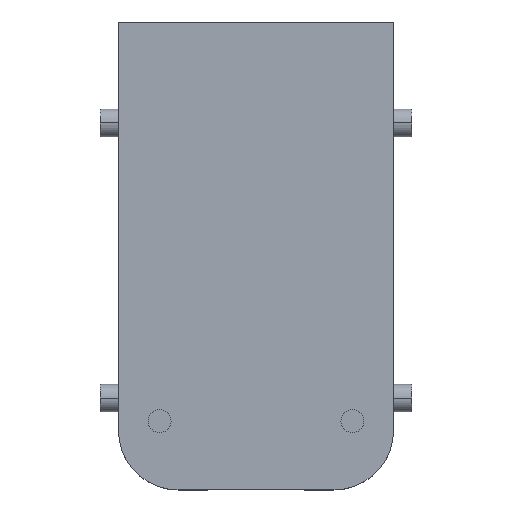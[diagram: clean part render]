
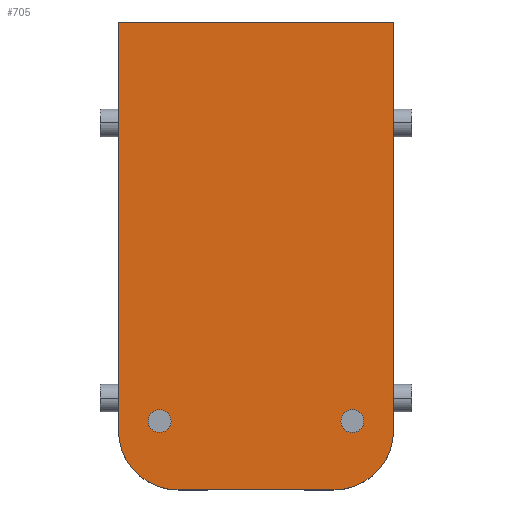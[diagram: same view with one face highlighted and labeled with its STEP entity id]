
A CAD part, top view. The second image highlights one B-rep face of the part: STEP entity #705.
In plain terms, the highlighted planar face has unit normal (0, 0, 1).
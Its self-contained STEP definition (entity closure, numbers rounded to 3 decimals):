
#7 = CIRCLE ( 'NONE', #803, 1.25 ) ;
#30 = DIRECTION ( 'NONE',  ( 0., 0., -1. ) ) ;
#41 = VERTEX_POINT ( 'NONE', #271 ) ;
#47 = DIRECTION ( 'NONE',  ( 0., 0., 1. ) ) ;
#63 = AXIS2_PLACEMENT_3D ( 'NONE', #661, #30, #218 ) ;
#72 = CIRCLE ( 'NONE', #770, 6.5 ) ;
#77 = EDGE_LOOP ( 'NONE', ( #655, #79, #722, #106, #646, #713 ) ) ;
#79 = ORIENTED_EDGE ( 'NONE', *, *, #618, .T. ) ;
#90 = AXIS2_PLACEMENT_3D ( 'NONE', #793, #417, #165 ) ;
#96 = CARTESIAN_POINT ( 'NONE',  ( 8.5, 6.5, 0. ) ) ;
#103 = DIRECTION ( 'NONE',  ( -1., 0., 0. ) ) ;
#105 = EDGE_CURVE ( 'NONE', #41, #769, #354, .T. ) ;
#106 = ORIENTED_EDGE ( 'NONE', *, *, #282, .T. ) ;
#107 = AXIS2_PLACEMENT_3D ( 'NONE', #787, #606, #103 ) ;
#116 = EDGE_CURVE ( 'NONE', #510, #624, #254, .T. ) ;
#140 = CIRCLE ( 'NONE', #90, 1.25 ) ;
#150 = VECTOR ( 'NONE', #656, 1000. ) ;
#154 = EDGE_LOOP ( 'NONE', ( #209, #607 ) ) ;
#163 = CARTESIAN_POINT ( 'NONE',  ( 15., 0., 0. ) ) ;
#165 = DIRECTION ( 'NONE',  ( -1., 0., 0. ) ) ;
#173 = EDGE_CURVE ( 'NONE', #520, #406, #672, .T. ) ;
#174 = VERTEX_POINT ( 'NONE', #341 ) ;
#191 = LINE ( 'NONE', #445, #450 ) ;
#209 = ORIENTED_EDGE ( 'NONE', *, *, #408, .F. ) ;
#214 = DIRECTION ( 'NONE',  ( -1., 0., 0. ) ) ;
#218 = DIRECTION ( 'NONE',  ( -1., 0., 0. ) ) ;
#228 = CARTESIAN_POINT ( 'NONE',  ( -9.25, 7.5, 0. ) ) ;
#231 = CARTESIAN_POINT ( 'NONE',  ( 10.5, 7.5, 0. ) ) ;
#238 = EDGE_CURVE ( 'NONE', #662, #174, #7, .T. ) ;
#254 = LINE ( 'NONE', #593, #150 ) ;
#271 = CARTESIAN_POINT ( 'NONE',  ( -11.75, 7.5, 0. ) ) ;
#282 = EDGE_CURVE ( 'NONE', #406, #510, #305, .T. ) ;
#303 = CIRCLE ( 'NONE', #374, 1.25 ) ;
#305 = LINE ( 'NONE', #739, #620 ) ;
#308 = AXIS2_PLACEMENT_3D ( 'NONE', #476, #537, #533 ) ;
#331 = CARTESIAN_POINT ( 'NONE',  ( -15., 6.5, 0. ) ) ;
#341 = CARTESIAN_POINT ( 'NONE',  ( 11.75, 7.5, 0. ) ) ;
#347 = PLANE ( 'NONE',  #63 ) ;
#354 = CIRCLE ( 'NONE', #308, 1.25 ) ;
#359 = DIRECTION ( 'NONE',  ( -1., 0., 0. ) ) ;
#374 = AXIS2_PLACEMENT_3D ( 'NONE', #807, #616, #808 ) ;
#406 = VERTEX_POINT ( 'NONE', #743 ) ;
#408 = EDGE_CURVE ( 'NONE', #769, #41, #303, .T. ) ;
#410 = DIRECTION ( 'NONE',  ( 0., 1., 0. ) ) ;
#412 = FACE_OUTER_BOUND ( 'NONE', #77, .T. ) ;
#417 = DIRECTION ( 'NONE',  ( 0., 0., 1. ) ) ;
#429 = EDGE_CURVE ( 'NONE', #512, #683, #191, .T. ) ;
#445 = CARTESIAN_POINT ( 'NONE',  ( -15., 0., 0. ) ) ;
#450 = VECTOR ( 'NONE', #501, 1000. ) ;
#456 = CARTESIAN_POINT ( 'NONE',  ( -8.5, 0., 0. ) ) ;
#476 = CARTESIAN_POINT ( 'NONE',  ( -10.5, 7.5, 0. ) ) ;
#478 = CARTESIAN_POINT ( 'NONE',  ( 8.5, 0., 0. ) ) ;
#485 = ORIENTED_EDGE ( 'NONE', *, *, #689, .F. ) ;
#501 = DIRECTION ( 'NONE',  ( 1., 0., 0. ) ) ;
#508 = VECTOR ( 'NONE', #410, 1000. ) ;
#510 = VERTEX_POINT ( 'NONE', #820 ) ;
#512 = VERTEX_POINT ( 'NONE', #456 ) ;
#520 = VERTEX_POINT ( 'NONE', #815 ) ;
#533 = DIRECTION ( 'NONE',  ( 1., 0., 0. ) ) ;
#537 = DIRECTION ( 'NONE',  ( 0., 0., 1. ) ) ;
#544 = CARTESIAN_POINT ( 'NONE',  ( 9.25, 7.5, 0. ) ) ;
#593 = CARTESIAN_POINT ( 'NONE',  ( -15., 0., 0. ) ) ;
#600 = FACE_BOUND ( 'NONE', #674, .T. ) ;
#606 = DIRECTION ( 'NONE',  ( 0., 0., 1. ) ) ;
#607 = ORIENTED_EDGE ( 'NONE', *, *, #105, .F. ) ;
#612 = DIRECTION ( 'NONE',  ( -1., 0., 0. ) ) ;
#616 = DIRECTION ( 'NONE',  ( 0., 0., 1. ) ) ;
#617 = FACE_BOUND ( 'NONE', #154, .T. ) ;
#618 = EDGE_CURVE ( 'NONE', #683, #520, #72, .T. ) ;
#620 = VECTOR ( 'NONE', #359, 1000. ) ;
#624 = VERTEX_POINT ( 'NONE', #331 ) ;
#646 = ORIENTED_EDGE ( 'NONE', *, *, #116, .T. ) ;
#648 = DIRECTION ( 'NONE',  ( 0., 0., 1. ) ) ;
#655 = ORIENTED_EDGE ( 'NONE', *, *, #429, .T. ) ;
#656 = DIRECTION ( 'NONE',  ( 0., -1., 0. ) ) ;
#661 = CARTESIAN_POINT ( 'NONE',  ( 0., 0., 0. ) ) ;
#662 = VERTEX_POINT ( 'NONE', #544 ) ;
#672 = LINE ( 'NONE', #163, #508 ) ;
#674 = EDGE_LOOP ( 'NONE', ( #485, #796 ) ) ;
#683 = VERTEX_POINT ( 'NONE', #478 ) ;
#689 = EDGE_CURVE ( 'NONE', #174, #662, #140, .T. ) ;
#705 = ADVANCED_FACE ( 'NONE', ( #600, #617, #412 ), #347, .F. ) ;
#706 = CIRCLE ( 'NONE', #107, 6.5 ) ;
#713 = ORIENTED_EDGE ( 'NONE', *, *, #719, .T. ) ;
#719 = EDGE_CURVE ( 'NONE', #624, #512, #706, .T. ) ;
#722 = ORIENTED_EDGE ( 'NONE', *, *, #173, .T. ) ;
#739 = CARTESIAN_POINT ( 'NONE',  ( -15., 51., 0. ) ) ;
#743 = CARTESIAN_POINT ( 'NONE',  ( 15., 51., 0. ) ) ;
#769 = VERTEX_POINT ( 'NONE', #228 ) ;
#770 = AXIS2_PLACEMENT_3D ( 'NONE', #96, #648, #214 ) ;
#787 = CARTESIAN_POINT ( 'NONE',  ( -8.5, 6.5, 0. ) ) ;
#793 = CARTESIAN_POINT ( 'NONE',  ( 10.5, 7.5, 0. ) ) ;
#796 = ORIENTED_EDGE ( 'NONE', *, *, #238, .F. ) ;
#803 = AXIS2_PLACEMENT_3D ( 'NONE', #231, #47, #612 ) ;
#807 = CARTESIAN_POINT ( 'NONE',  ( -10.5, 7.5, 0. ) ) ;
#808 = DIRECTION ( 'NONE',  ( 1., 0., 0. ) ) ;
#815 = CARTESIAN_POINT ( 'NONE',  ( 15., 6.5, 0. ) ) ;
#820 = CARTESIAN_POINT ( 'NONE',  ( -15., 51., 0. ) ) ;
